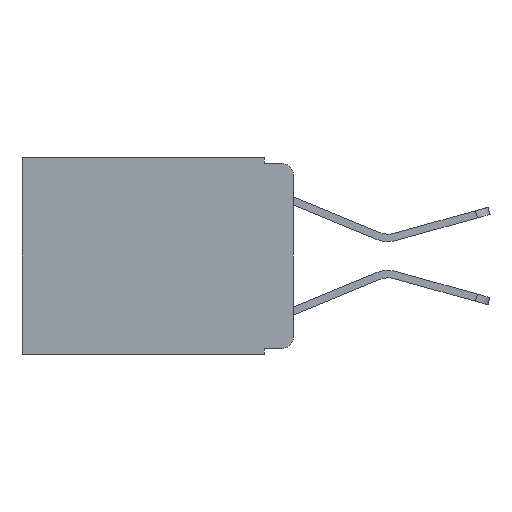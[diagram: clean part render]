
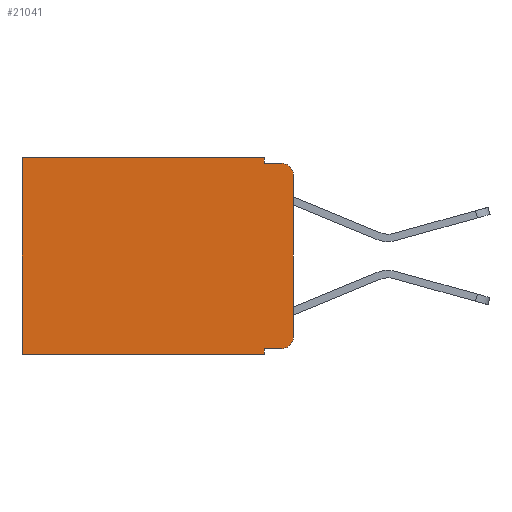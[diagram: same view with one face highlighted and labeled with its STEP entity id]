
A CAD part, left-side view. The second image highlights one B-rep face of the part: STEP entity #21041.
In plain terms, the highlighted planar face has unit normal (-1, 0, 0).
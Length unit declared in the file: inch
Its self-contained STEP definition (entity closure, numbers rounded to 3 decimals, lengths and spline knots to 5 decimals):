
#641 = DIRECTION ( 'NONE',  ( 0., -1., 0. ) ) ;
#1010 = CIRCLE ( 'NONE', #6436, 0.02 ) ;
#1235 = VECTOR ( 'NONE', #12233, 39.37008 ) ;
#1253 = ORIENTED_EDGE ( 'NONE', *, *, #18012, .T. ) ;
#1447 = DIRECTION ( 'NONE',  ( -1., 0., 0. ) ) ;
#1460 = VECTOR ( 'NONE', #23403, 39.37008 ) ;
#1586 = EDGE_CURVE ( 'NONE', #20317, #8038, #15340, .T. ) ;
#1784 = EDGE_CURVE ( 'NONE', #25347, #20105, #22018, .T. ) ;
#2456 = VERTEX_POINT ( 'NONE', #5123 ) ;
#3599 = DIRECTION ( 'NONE',  ( 0., 0., -1. ) ) ;
#4161 = EDGE_CURVE ( 'NONE', #10224, #12936, #10281, .T. ) ;
#4658 = ORIENTED_EDGE ( 'NONE', *, *, #13341, .F. ) ;
#4665 = ORIENTED_EDGE ( 'NONE', *, *, #1784, .F. ) ;
#4920 = CARTESIAN_POINT ( 'NONE',  ( 0.298, 0.02, -0.313 ) ) ;
#5008 = VECTOR ( 'NONE', #3599, 39.37008 ) ;
#5123 = CARTESIAN_POINT ( 'NONE',  ( 0.298, 0.473, 0. ) ) ;
#5393 = LINE ( 'NONE', #9381, #14361 ) ;
#5440 = EDGE_CURVE ( 'NONE', #10224, #11204, #8204, .T. ) ;
#5443 = CARTESIAN_POINT ( 'NONE',  ( 0.298, 0., -0.313 ) ) ;
#6436 = AXIS2_PLACEMENT_3D ( 'NONE', #4920, #8643, #22849 ) ;
#6958 = CARTESIAN_POINT ( 'NONE',  ( 0.298, 0.02, -0.01 ) ) ;
#7083 = CARTESIAN_POINT ( 'NONE',  ( 0.298, 0.051, -0.01 ) ) ;
#7139 = VECTOR ( 'NONE', #15828, 39.37008 ) ;
#7690 = VERTEX_POINT ( 'NONE', #10748 ) ;
#8023 = AXIS2_PLACEMENT_3D ( 'NONE', #8830, #22528, #23029 ) ;
#8038 = VERTEX_POINT ( 'NONE', #7083 ) ;
#8204 = LINE ( 'NONE', #12503, #20826 ) ;
#8643 = DIRECTION ( 'NONE',  ( -1., 0., 0. ) ) ;
#8830 = CARTESIAN_POINT ( 'NONE',  ( 0.298, 0., 0. ) ) ;
#8977 = ORIENTED_EDGE ( 'NONE', *, *, #5440, .F. ) ;
#9381 = CARTESIAN_POINT ( 'NONE',  ( 0.298, 0., -0.343 ) ) ;
#9622 = CARTESIAN_POINT ( 'NONE',  ( 0.298, 0., 0. ) ) ;
#10224 = VERTEX_POINT ( 'NONE', #16513 ) ;
#10281 = CIRCLE ( 'NONE', #19001, 0.02 ) ;
#10417 = CARTESIAN_POINT ( 'NONE',  ( 0.298, 0.051, 0. ) ) ;
#10748 = CARTESIAN_POINT ( 'NONE',  ( 0.298, 0.02, -0.333 ) ) ;
#10843 = VERTEX_POINT ( 'NONE', #11284 ) ;
#11199 = DIRECTION ( 'NONE',  ( 0., 1., 0. ) ) ;
#11204 = VERTEX_POINT ( 'NONE', #5443 ) ;
#11284 = CARTESIAN_POINT ( 'NONE',  ( 0.298, 0.473, -0.343 ) ) ;
#12058 = EDGE_CURVE ( 'NONE', #20317, #2456, #25208, .T. ) ;
#12233 = DIRECTION ( 'NONE',  ( 0., 0., -1. ) ) ;
#12503 = CARTESIAN_POINT ( 'NONE',  ( 0.298, 0., 0. ) ) ;
#12888 = PLANE ( 'NONE',  #8023 ) ;
#12936 = VERTEX_POINT ( 'NONE', #6958 ) ;
#13341 = EDGE_CURVE ( 'NONE', #20105, #10843, #5393, .T. ) ;
#13522 = ORIENTED_EDGE ( 'NONE', *, *, #12058, .T. ) ;
#14361 = VECTOR ( 'NONE', #11199, 39.37008 ) ;
#14602 = ORIENTED_EDGE ( 'NONE', *, *, #19864, .T. ) ;
#14691 = CARTESIAN_POINT ( 'NONE',  ( 0.298, 0.051, -0.333 ) ) ;
#15062 = CARTESIAN_POINT ( 'NONE',  ( 0.298, 0.051, 0. ) ) ;
#15340 = LINE ( 'NONE', #15062, #20713 ) ;
#15828 = DIRECTION ( 'NONE',  ( 0., -1., 0. ) ) ;
#16148 = DIRECTION ( 'NONE',  ( 0., 0., -1. ) ) ;
#16513 = CARTESIAN_POINT ( 'NONE',  ( 0.298, 0., -0.03 ) ) ;
#17615 = LINE ( 'NONE', #25294, #5008 ) ;
#18012 = EDGE_CURVE ( 'NONE', #2456, #10843, #17615, .T. ) ;
#18286 = ORIENTED_EDGE ( 'NONE', *, *, #4161, .T. ) ;
#18745 = FACE_OUTER_BOUND ( 'NONE', #24919, .T. ) ;
#19001 = AXIS2_PLACEMENT_3D ( 'NONE', #25090, #1447, #24717 ) ;
#19171 = VECTOR ( 'NONE', #641, 39.37008 ) ;
#19864 = EDGE_CURVE ( 'NONE', #25347, #7690, #24964, .T. ) ;
#20105 = VERTEX_POINT ( 'NONE', #23682 ) ;
#20317 = VERTEX_POINT ( 'NONE', #23515 ) ;
#20566 = EDGE_CURVE ( 'NONE', #8038, #12936, #23776, .T. ) ;
#20713 = VECTOR ( 'NONE', #23288, 39.37008 ) ;
#20826 = VECTOR ( 'NONE', #16148, 39.37008 ) ;
#21041 = ADVANCED_FACE ( 'NONE', ( #18745 ), #12888, .F. ) ;
#21912 = EDGE_CURVE ( 'NONE', #7690, #11204, #1010, .T. ) ;
#21951 = ORIENTED_EDGE ( 'NONE', *, *, #21912, .T. ) ;
#22018 = LINE ( 'NONE', #10417, #1235 ) ;
#22439 = ORIENTED_EDGE ( 'NONE', *, *, #1586, .F. ) ;
#22528 = DIRECTION ( 'NONE',  ( 1., 0., 0. ) ) ;
#22728 = ORIENTED_EDGE ( 'NONE', *, *, #20566, .F. ) ;
#22849 = DIRECTION ( 'NONE',  ( 0., 0., -1. ) ) ;
#23029 = DIRECTION ( 'NONE',  ( 0., 0., -1. ) ) ;
#23288 = DIRECTION ( 'NONE',  ( 0., 0., -1. ) ) ;
#23403 = DIRECTION ( 'NONE',  ( 0., 1., 0. ) ) ;
#23515 = CARTESIAN_POINT ( 'NONE',  ( 0.298, 0.051, 0. ) ) ;
#23650 = CARTESIAN_POINT ( 'NONE',  ( 0.298, 0.051, -0.01 ) ) ;
#23682 = CARTESIAN_POINT ( 'NONE',  ( 0.298, 0.051, -0.343 ) ) ;
#23776 = LINE ( 'NONE', #23650, #7139 ) ;
#24717 = DIRECTION ( 'NONE',  ( 0., 0., -1. ) ) ;
#24919 = EDGE_LOOP ( 'NONE', ( #8977, #18286, #22728, #22439, #13522, #1253, #4658, #4665, #14602, #21951 ) ) ;
#24964 = LINE ( 'NONE', #14691, #19171 ) ;
#25090 = CARTESIAN_POINT ( 'NONE',  ( 0.298, 0.02, -0.03 ) ) ;
#25208 = LINE ( 'NONE', #9622, #1460 ) ;
#25294 = CARTESIAN_POINT ( 'NONE',  ( 0.298, 0.473, 0. ) ) ;
#25347 = VERTEX_POINT ( 'NONE', #25452 ) ;
#25452 = CARTESIAN_POINT ( 'NONE',  ( 0.298, 0.051, -0.333 ) ) ;
